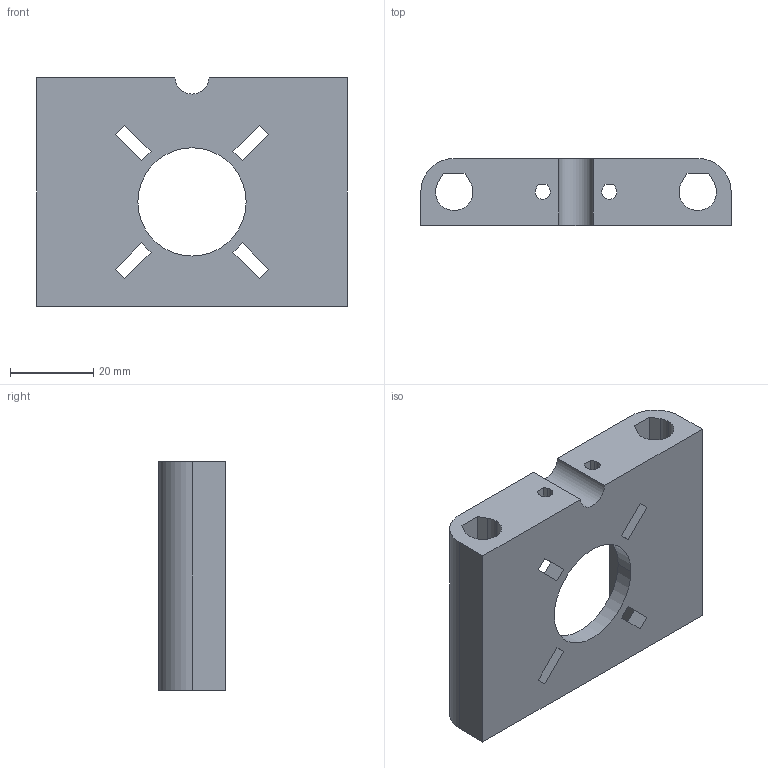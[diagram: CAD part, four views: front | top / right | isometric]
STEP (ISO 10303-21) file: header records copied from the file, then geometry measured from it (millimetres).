
FILE_DESCRIPTION (( 'STEP AP203' ), '1' );
FILE_NAME ('Z-Motor-clamp.STEP', '2016-06-02T16:42:36', ( '' ), ( '' ), 'SwSTEP 2.0', 'SolidWorks 2015', '' );
FILE_SCHEMA (( 'CONFIG_CONTROL_DESIGN' ));
Length unit declared in the file: millimetre
Products named in the file (1): Z-Motor-clamp
Bounding box: 74.5 x 16 x 54.75 mm (x, y, z)
Volume: 29452 mm3; surface area: 15579.5 mm2
Topology: 1 solids, 1 shells, 70 faces, 198 edges, 132 vertices
Faces by surface type: plane 53, cylinder 17
Entity records: 2369 total; most frequent: CARTESIAN_POINT 401, ORIENTED_EDGE 396, DIRECTION 374, EDGE_CURVE 198, VECTOR 164, LINE 164, VERTEX_POINT 132, AXIS2_PLACEMENT_3D 105
